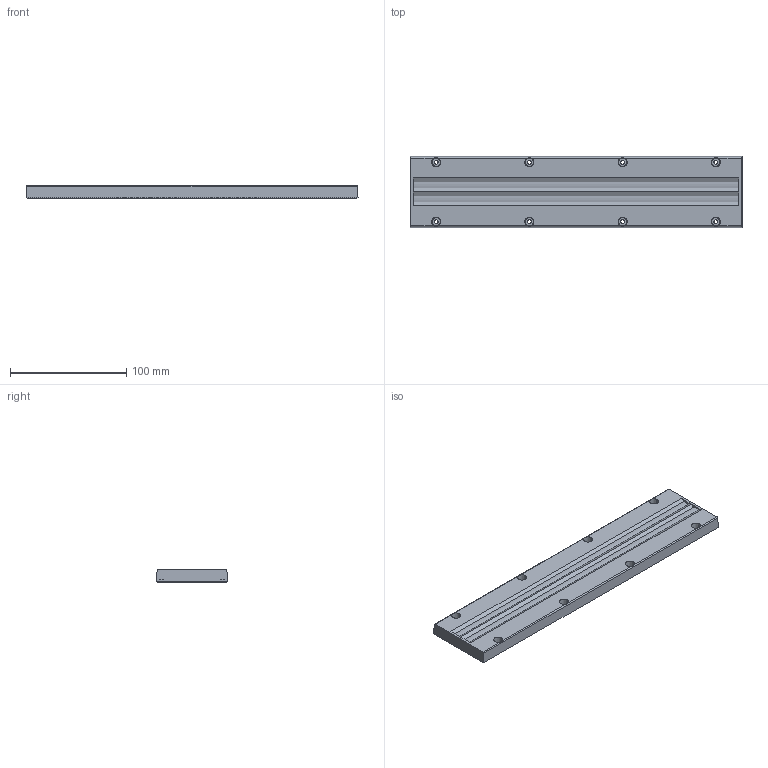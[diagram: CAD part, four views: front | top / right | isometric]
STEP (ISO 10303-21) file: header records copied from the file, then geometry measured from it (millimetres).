
FILE_DESCRIPTION(/* description */ (''),/* implementation_level */ '2;1');
FILE_NAME(/* name */ 'JY-24070-A3090D-28560.stp',/* time_stamp */ '2024-07-08T14:49:49+08:00',/* author */ (''),/* organization */ (''),/* preprocessor_version */ 'ST-DEVELOPER v16',/* originating_system */ 'SIEMENS PLM Software NX 10.0',/* authorisation */ '');
FILE_SCHEMA (('AP203_CONFIGURATION_CONTROLLED_3D_DESIGN_OF_MECHANICAL_PARTS_AND_ASSEMBLIES_MIM_LF { 1 0 10303 403 2 1 2}'));
Products named in the file (1): Admi9158F9A0y529
Bounding box: 285 x 61 x 11 mm (x, y, z)
Volume: 99957.4 mm3; surface area: 86525.7 mm2
Topology: 3 solids, 3 shells, 4663 faces, 9504 edges, 5000 vertices
Faces by surface type: plane 4180, cylinder 219, bspline 176, cone 64, extrusion 12, torus 12
Entity records: 124074 total; most frequent: CARTESIAN_POINT 30547, ORIENTED_EDGE 19008, DIRECTION 18351, EDGE_CURVE 9504, VECTOR 7965, LINE 7953, AXIS2_PLACEMENT_3D 5193, VERTEX_POINT 5000
